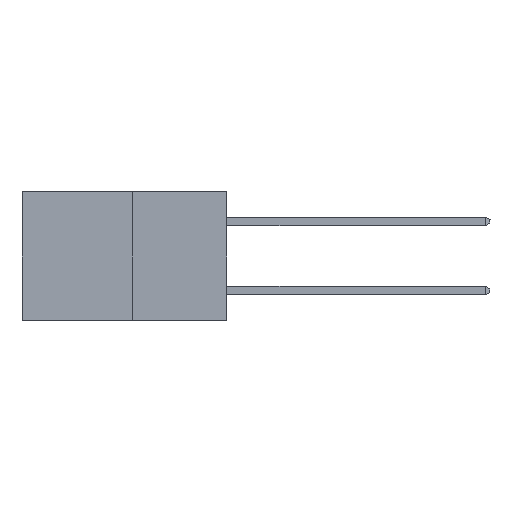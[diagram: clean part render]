
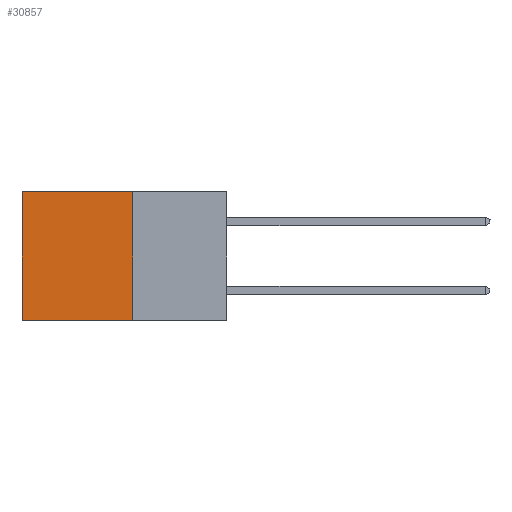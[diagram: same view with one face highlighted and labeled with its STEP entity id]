
A CAD part, left-side view. The second image highlights one B-rep face of the part: STEP entity #30857.
In plain terms, the highlighted planar face has unit normal (-1, 0, 0).
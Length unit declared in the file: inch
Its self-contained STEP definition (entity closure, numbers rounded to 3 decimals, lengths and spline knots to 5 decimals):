
#23 = CARTESIAN_POINT ( 'NONE',  ( 0.277, 0.27, -0.37 ) ) ;
#128 = ORIENTED_EDGE ( 'NONE', *, *, #1937, .F. ) ;
#708 = VERTEX_POINT ( 'NONE', #9146 ) ;
#1560 = VERTEX_POINT ( 'NONE', #22795 ) ;
#1937 = EDGE_CURVE ( 'NONE', #1560, #6565, #30415, .T. ) ;
#2508 = FACE_OUTER_BOUND ( 'NONE', #3553, .T. ) ;
#2580 = CARTESIAN_POINT ( 'NONE',  ( 0.277, 0.27, 0. ) ) ;
#3280 = ORIENTED_EDGE ( 'NONE', *, *, #31510, .T. ) ;
#3553 = EDGE_LOOP ( 'NONE', ( #3280, #13401, #128, #29825 ) ) ;
#4058 = DIRECTION ( 'NONE',  ( 1., 0., 0. ) ) ;
#6565 = VERTEX_POINT ( 'NONE', #23 ) ;
#7938 = DIRECTION ( 'NONE',  ( 0., 1., 0. ) ) ;
#9058 = LINE ( 'NONE', #2580, #22061 ) ;
#9146 = CARTESIAN_POINT ( 'NONE',  ( 0.277, 0.59, -0.37 ) ) ;
#11823 = CARTESIAN_POINT ( 'NONE',  ( 0.277, 0.59, -0.37 ) ) ;
#12604 = LINE ( 'NONE', #25922, #32216 ) ;
#12815 = EDGE_CURVE ( 'NONE', #1560, #17086, #9058, .T. ) ;
#13145 = VECTOR ( 'NONE', #14432, 39.37008 ) ;
#13401 = ORIENTED_EDGE ( 'NONE', *, *, #16153, .F. ) ;
#14432 = DIRECTION ( 'NONE',  ( 0., 0., -1. ) ) ;
#16153 = EDGE_CURVE ( 'NONE', #6565, #708, #12604, .T. ) ;
#17086 = VERTEX_POINT ( 'NONE', #21642 ) ;
#19756 = CARTESIAN_POINT ( 'NONE',  ( 0.277, 0.27, -0.37 ) ) ;
#20393 = AXIS2_PLACEMENT_3D ( 'NONE', #19756, #4058, #22337 ) ;
#21642 = CARTESIAN_POINT ( 'NONE',  ( 0.277, 0.59, 0. ) ) ;
#22061 = VECTOR ( 'NONE', #7938, 39.37008 ) ;
#22337 = DIRECTION ( 'NONE',  ( 0., 0., -1. ) ) ;
#22795 = CARTESIAN_POINT ( 'NONE',  ( 0.277, 0.27, 0. ) ) ;
#23653 = VECTOR ( 'NONE', #33180, 39.37008 ) ;
#25922 = CARTESIAN_POINT ( 'NONE',  ( 0.277, 0.27, -0.37 ) ) ;
#28474 = DIRECTION ( 'NONE',  ( 0., 1., 0. ) ) ;
#29825 = ORIENTED_EDGE ( 'NONE', *, *, #12815, .T. ) ;
#30415 = LINE ( 'NONE', #32610, #23653 ) ;
#30857 = ADVANCED_FACE ( 'NONE', ( #2508 ), #32449, .F. ) ;
#31510 = EDGE_CURVE ( 'NONE', #17086, #708, #33518, .T. ) ;
#32216 = VECTOR ( 'NONE', #28474, 39.37008 ) ;
#32449 = PLANE ( 'NONE',  #20393 ) ;
#32610 = CARTESIAN_POINT ( 'NONE',  ( 0.277, 0.27, -0.37 ) ) ;
#33180 = DIRECTION ( 'NONE',  ( 0., 0., -1. ) ) ;
#33518 = LINE ( 'NONE', #11823, #13145 ) ;
